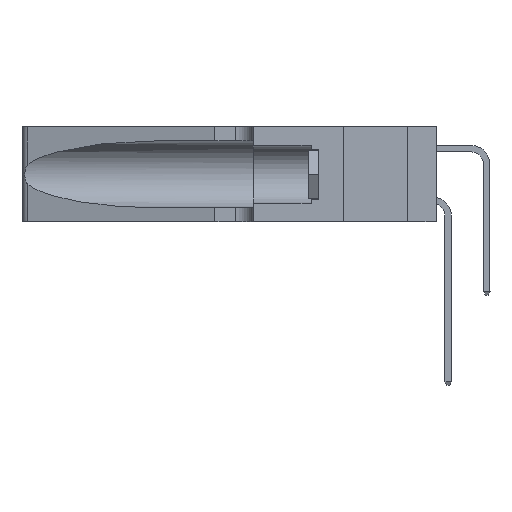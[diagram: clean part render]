
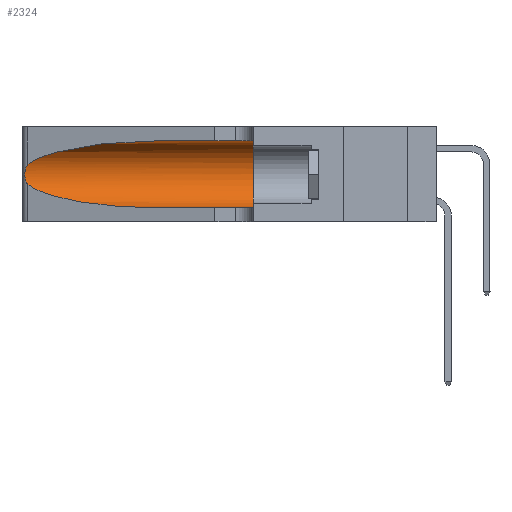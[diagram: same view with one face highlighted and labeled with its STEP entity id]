
A CAD part, left-side view. The second image highlights one B-rep face of the part: STEP entity #2324.
In plain terms, the highlighted cylindrical face has radius 3.308 mm (diameter 6.617 mm), a partial arc.
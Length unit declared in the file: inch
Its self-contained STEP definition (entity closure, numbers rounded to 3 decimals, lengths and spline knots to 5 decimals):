
#1018 = CARTESIAN_POINT ( 'NONE',  ( 0.25789, 1.23486, 0.15765 ) ) ;
#1374 = CARTESIAN_POINT ( 'NONE',  ( 0.1305, 0.72297, 0.05475 ) ) ;
#1937 = CARTESIAN_POINT ( 'NONE',  ( 0.1305, 0.35, 0.05475 ) ) ;
#2046 = DIRECTION ( 'NONE',  ( 0., -1., 0. ) ) ;
#2324 = ADVANCED_FACE ( 'NONE', ( #17456 ), #31746, .F. ) ;
#5540 = CARTESIAN_POINT ( 'NONE',  ( 0.2373, 1.15595, 0.08982 ) ) ;
#6156 = CARTESIAN_POINT ( 'NONE',  ( 0.1305, 1.61858, 0.185 ) ) ;
#6591 = ORIENTED_EDGE ( 'NONE', *, *, #18930, .T. ) ;
#7289 = CARTESIAN_POINT ( 'NONE',  ( 0.25555, 1.22994, 0.2215 ) ) ;
#7835 = B_SPLINE_CURVE_WITH_KNOTS ( 'NONE', 3,
 ( #17693, #7289, #10816, #11264, #35362, #22480, #36273, #28936, #7895, #22004, #1018, #22627, #20119, #27203 ),
 .UNSPECIFIED., .F., .F.,
 ( 4, 2, 2, 2, 2, 2, 4 ),
 ( 0., 0.00027, 0.00053, 0.00107, 0.0016, 0.00187, 0.00214 ),
 .UNSPECIFIED. ) ;
#7895 = CARTESIAN_POINT ( 'NONE',  ( 0.26017, 1.23833, 0.17102 ) ) ;
#9198 = CARTESIAN_POINT ( 'NONE',  ( 0.18966, 0.96281, 0.05475 ) ) ;
#9412 = LINE ( 'NONE', #19301, #23712 ) ;
#10816 = CARTESIAN_POINT ( 'NONE',  ( 0.25639, 1.23184, 0.21858 ) ) ;
#11264 = CARTESIAN_POINT ( 'NONE',  ( 0.25787, 1.23484, 0.2124 ) ) ;
#11322 = EDGE_CURVE ( 'NONE', #14903, #39210, #9412, .T. ) ;
#11348 = VERTEX_POINT ( 'NONE', #21823 ) ;
#12138 = CARTESIAN_POINT ( 'NONE',  ( 0.1305, 0.35, 0.185 ) ) ;
#12717 = DIRECTION ( 'NONE',  ( 0., 0., -1. ) ) ;
#13793 = LINE ( 'NONE', #27056, #35768 ) ;
#14595 = ORIENTED_EDGE ( 'NONE', *, *, #11322, .T. ) ;
#14903 = VERTEX_POINT ( 'NONE', #1374 ) ;
#15786 = VERTEX_POINT ( 'NONE', #38573 ) ;
#16579 = DIRECTION ( 'NONE',  ( 0., -1., 0. ) ) ;
#17456 = FACE_OUTER_BOUND ( 'NONE', #32904, .T. ) ;
#17693 = CARTESIAN_POINT ( 'NONE',  ( 0.25487, 1.22718, 0.22369 ) ) ;
#18866 = CARTESIAN_POINT ( 'NONE',  ( 0.2373, 1.15595, 0.28018 ) ) ;
#18930 = EDGE_CURVE ( 'NONE', #15786, #21432, #28350, .T. ) ;
#19301 = CARTESIAN_POINT ( 'NONE',  ( 0.1305, 1.61858, 0.05475 ) ) ;
#19344 = CIRCLE ( 'NONE', #27531, 0.13025 ) ;
#20061 = CARTESIAN_POINT ( 'NONE',  ( 0.25487, 1.22718, 0.14631 ) ) ;
#20119 = CARTESIAN_POINT ( 'NONE',  ( 0.25555, 1.22993, 0.14849 ) ) ;
#21221 = CARTESIAN_POINT ( 'NONE',  ( 0.1305, 0.72297, 0.05475 ) ) ;
#21432 = VERTEX_POINT ( 'NONE', #23997 ) ;
#21688 = ORIENTED_EDGE ( 'NONE', *, *, #22175, .F. ) ;
#21823 = CARTESIAN_POINT ( 'NONE',  ( 0.1305, 0.35, 0.31525 ) ) ;
#22004 = CARTESIAN_POINT ( 'NONE',  ( 0.25856, 1.23593, 0.16098 ) ) ;
#22175 = EDGE_CURVE ( 'NONE', #15786, #11348, #13793, .T. ) ;
#22480 = CARTESIAN_POINT ( 'NONE',  ( 0.26018, 1.23835, 0.19895 ) ) ;
#22627 = CARTESIAN_POINT ( 'NONE',  ( 0.25639, 1.23186, 0.15144 ) ) ;
#23353 = DIRECTION ( 'NONE',  ( 0., -1., 0. ) ) ;
#23712 = VECTOR ( 'NONE', #2046, 39.37008 ) ;
#23997 = CARTESIAN_POINT ( 'NONE',  ( 0.25487, 1.22718, 0.22369 ) ) ;
#25409 = CARTESIAN_POINT ( 'NONE',  ( 0.18966, 0.96281, 0.31525 ) ) ;
#27056 = CARTESIAN_POINT ( 'NONE',  ( 0.1305, 1.61858, 0.31525 ) ) ;
#27203 = CARTESIAN_POINT ( 'NONE',  ( 0.25487, 1.22718, 0.14631 ) ) ;
#27319 = ORIENTED_EDGE ( 'NONE', *, *, #31192, .T. ) ;
#27531 = AXIS2_PLACEMENT_3D ( 'NONE', #12138, #40207, #36856 ) ;
#27532 =( BOUNDED_CURVE ( )  B_SPLINE_CURVE ( 3, ( #20061, #5540, #9198, #21221 ),
 .UNSPECIFIED., .F., .F. ) 
 B_SPLINE_CURVE_WITH_KNOTS ( ( 4, 4 ),
 ( 3.44316, 4.71239 ),
 .UNSPECIFIED. ) 
 CURVE ( )  GEOMETRIC_REPRESENTATION_ITEM ( )  RATIONAL_B_SPLINE_CURVE ( ( 1., 0.87, 0.87, 1. ) ) 
 REPRESENTATION_ITEM ( '' )  );
#28350 =( BOUNDED_CURVE ( )  B_SPLINE_CURVE ( 3, ( #37653, #25409, #18866, #42702 ),
 .UNSPECIFIED., .F., .F. ) 
 B_SPLINE_CURVE_WITH_KNOTS ( ( 4, 4 ),
 ( 1.5708, 2.84003 ),
 .UNSPECIFIED. ) 
 CURVE ( )  GEOMETRIC_REPRESENTATION_ITEM ( )  RATIONAL_B_SPLINE_CURVE ( ( 1., 0.87, 0.87, 1. ) ) 
 REPRESENTATION_ITEM ( '' )  );
#28936 = CARTESIAN_POINT ( 'NONE',  ( 0.26075, 1.23896, 0.178 ) ) ;
#28979 = EDGE_CURVE ( 'NONE', #11348, #39210, #19344, .T. ) ;
#31192 = EDGE_CURVE ( 'NONE', #21432, #32438, #7835, .T. ) ;
#31298 = EDGE_CURVE ( 'NONE', #32438, #14903, #27532, .T. ) ;
#31746 = CYLINDRICAL_SURFACE ( 'NONE', #37844, 0.13025 ) ;
#32438 = VERTEX_POINT ( 'NONE', #38666 ) ;
#32904 = EDGE_LOOP ( 'NONE', ( #6591, #27319, #42717, #14595, #41346, #21688 ) ) ;
#35362 = CARTESIAN_POINT ( 'NONE',  ( 0.25854, 1.2359, 0.20912 ) ) ;
#35768 = VECTOR ( 'NONE', #16579, 39.37008 ) ;
#36273 = CARTESIAN_POINT ( 'NONE',  ( 0.26075, 1.23896, 0.19203 ) ) ;
#36856 = DIRECTION ( 'NONE',  ( 0., 0., 1. ) ) ;
#37653 = CARTESIAN_POINT ( 'NONE',  ( 0.1305, 0.72297, 0.31525 ) ) ;
#37844 = AXIS2_PLACEMENT_3D ( 'NONE', #6156, #23353, #12717 ) ;
#38573 = CARTESIAN_POINT ( 'NONE',  ( 0.1305, 0.72297, 0.31525 ) ) ;
#38666 = CARTESIAN_POINT ( 'NONE',  ( 0.25487, 1.22718, 0.14631 ) ) ;
#39210 = VERTEX_POINT ( 'NONE', #1937 ) ;
#40207 = DIRECTION ( 'NONE',  ( 0., 1., 0. ) ) ;
#41346 = ORIENTED_EDGE ( 'NONE', *, *, #28979, .F. ) ;
#42702 = CARTESIAN_POINT ( 'NONE',  ( 0.25487, 1.22718, 0.22369 ) ) ;
#42717 = ORIENTED_EDGE ( 'NONE', *, *, #31298, .T. ) ;
